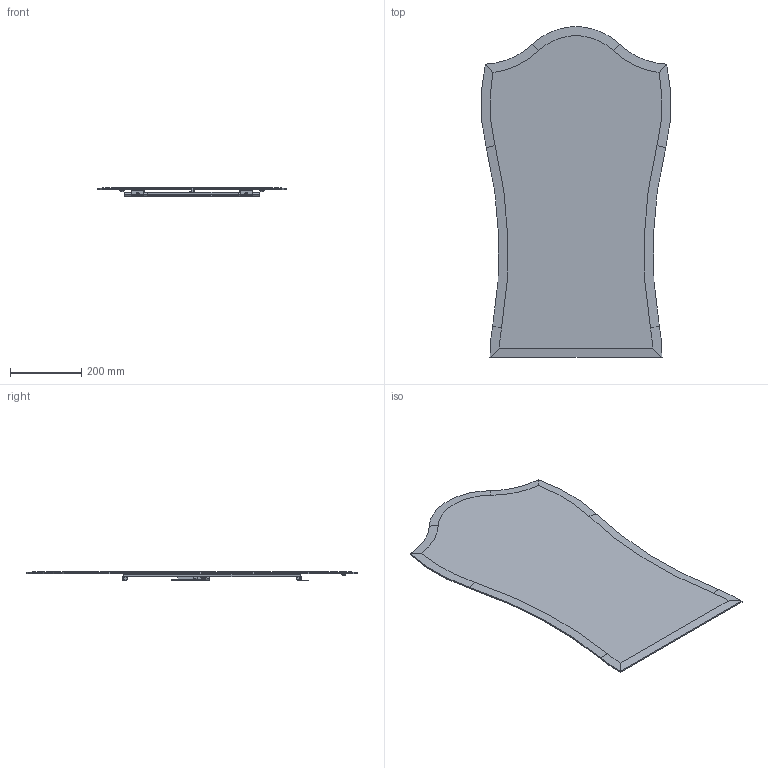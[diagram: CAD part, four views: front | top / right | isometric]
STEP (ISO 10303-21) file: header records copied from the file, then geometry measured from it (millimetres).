
FILE_DESCRIPTION((''),'2;1');
FILE_NAME('2741','2021-06-22T10:35:20',('jinson.thomas'),(''),'CREO PARAMETRIC BY PTC INC, 2018400','CREO PARAMETRIC BY PTC INC, 2018400','');
FILE_SCHEMA(('CONFIG_CONTROL_DESIGN'));
Length unit declared in the file: inch
Products named in the file (1): 2741
Bounding box: 531.1 x 926.47 x 24.33 mm (x, y, z)
Volume: 2554704.5 mm3; surface area: 941711.5 mm2
Topology: 2 solids, 2 shells, 497 faces, 1338 edges, 856 vertices
Faces by surface type: plane 200, cylinder 187, cone 47, bspline 31, torus 18, sphere 14
Entity records: 28896 total; most frequent: CARTESIAN_POINT 16929, ORIENTED_EDGE 2676, DIRECTION 2232, EDGE_CURVE 1338, VERTEX_POINT 856, AXIS2_PLACEMENT_3D 813, VECTOR 606, LINE 606
